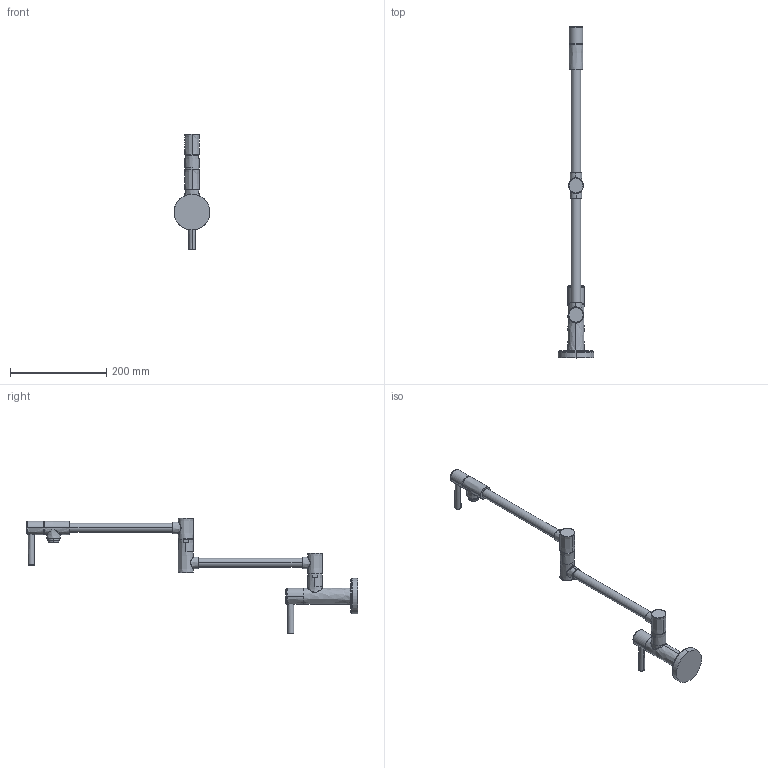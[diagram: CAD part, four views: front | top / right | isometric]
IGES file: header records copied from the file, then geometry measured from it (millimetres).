
Start section:  PTC IGES file: 3180-5503.igs
Global section: file name: 3180-5503.igs; native system: Creo Parametric by PTC Inc.; preprocessor: 2018400; author: jinson.thomas; organization: Unknown; date: 20201201.133816; units: inch
Bounding box: 74.17 x 689.25 x 239.81 mm (x, y, z)
Volume: 537935.2 mm3; surface area: 91438.3 mm2
Topology: 1 solids, 1 shells, 151 faces, 336 edges, 208 vertices
Faces by surface type: revolution 91, bspline 60
